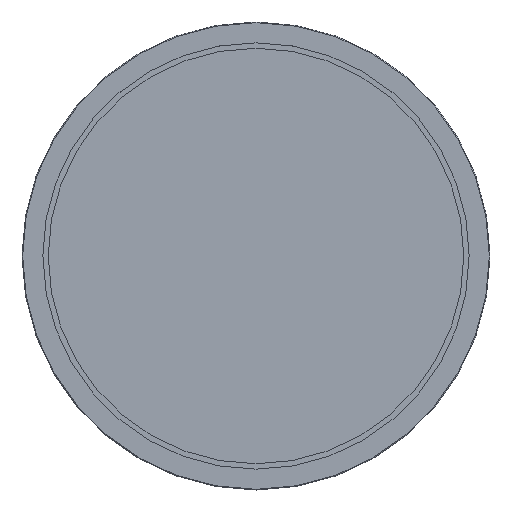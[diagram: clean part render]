
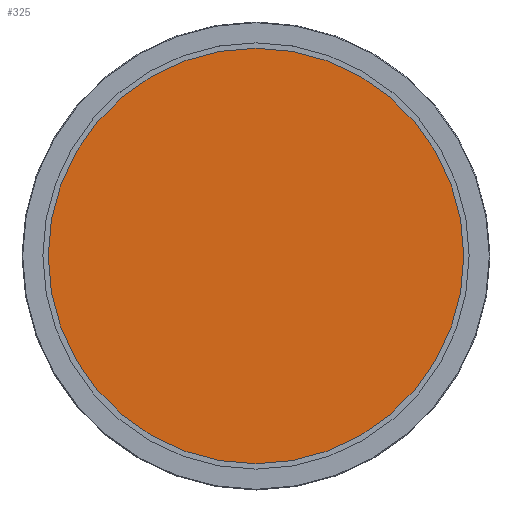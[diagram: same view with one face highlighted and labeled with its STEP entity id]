
A CAD part, top view. The second image highlights one B-rep face of the part: STEP entity #325.
In plain terms, the highlighted planar face has unit normal (0, 0, 1).
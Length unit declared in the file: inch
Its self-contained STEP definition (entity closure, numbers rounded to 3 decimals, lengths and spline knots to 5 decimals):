
#63 = PLANE ( 'NONE',  #125 ) ;
#91 = VERTEX_POINT ( 'NONE', #268 ) ;
#98 = ORIENTED_EDGE ( 'NONE', *, *, #678, .F. ) ;
#125 = AXIS2_PLACEMENT_3D ( 'NONE', #299, #512, #572 ) ;
#212 = EDGE_CURVE ( 'NONE', #633, #91, #240, .T. ) ;
#221 = DIRECTION ( 'NONE',  ( 0., 0., -1. ) ) ;
#240 = CIRCLE ( 'NONE', #341, 9.612 ) ;
#268 = CARTESIAN_POINT ( 'NONE',  ( -9.612, 0., 0.67 ) ) ;
#283 = ORIENTED_EDGE ( 'NONE', *, *, #212, .F. ) ;
#299 = CARTESIAN_POINT ( 'NONE',  ( 0.98423, 0., 0.67 ) ) ;
#303 = FACE_OUTER_BOUND ( 'NONE', #369, .T. ) ;
#325 = ADVANCED_FACE ( 'NONE', ( #303 ), #63, .T. ) ;
#341 = AXIS2_PLACEMENT_3D ( 'NONE', #712, #221, #435 ) ;
#369 = EDGE_LOOP ( 'NONE', ( #98, #283 ) ) ;
#373 = DIRECTION ( 'NONE',  ( 0., 0., -1. ) ) ;
#435 = DIRECTION ( 'NONE',  ( -1., 0., 0. ) ) ;
#499 = CIRCLE ( 'NONE', #683, 9.612 ) ;
#512 = DIRECTION ( 'NONE',  ( 0., 0., 1. ) ) ;
#534 = CARTESIAN_POINT ( 'NONE',  ( 0., 0., 0.67 ) ) ;
#572 = DIRECTION ( 'NONE',  ( 1., 0., 0. ) ) ;
#633 = VERTEX_POINT ( 'NONE', #697 ) ;
#678 = EDGE_CURVE ( 'NONE', #91, #633, #499, .T. ) ;
#683 = AXIS2_PLACEMENT_3D ( 'NONE', #534, #373, #691 ) ;
#691 = DIRECTION ( 'NONE',  ( -1., 0., 0. ) ) ;
#697 = CARTESIAN_POINT ( 'NONE',  ( 9.612, 0., 0.67 ) ) ;
#712 = CARTESIAN_POINT ( 'NONE',  ( 0., 0., 0.67 ) ) ;
